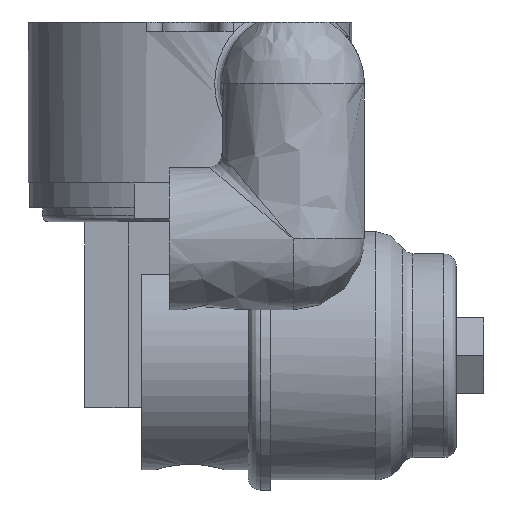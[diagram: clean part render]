
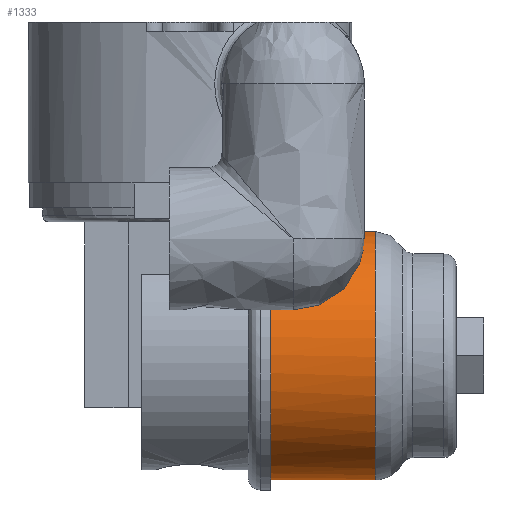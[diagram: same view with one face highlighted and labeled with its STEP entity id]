
A CAD part, front view. The second image highlights one B-rep face of the part: STEP entity #1333.
In plain terms, the highlighted free-form (B-spline) face has degree [2, 1] with [7, 2] control points.
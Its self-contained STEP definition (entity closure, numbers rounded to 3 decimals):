
#130 = VERTEX_POINT('',#131);
#131 = CARTESIAN_POINT('',(16.127,14.975,
    -14.512));
#136 = EDGE_CURVE('',#137,#130,#139,.T.);
#137 = VERTEX_POINT('',#138);
#138 = CARTESIAN_POINT('',(15.037,14.975,
    -14.512));
#139 = B_SPLINE_CURVE_WITH_KNOTS('',1,(#140,#141),.UNSPECIFIED.,.F.,.F.,
  (2,2),(0.,0.947),.PIECEWISE_BEZIER_KNOTS.);
#140 = CARTESIAN_POINT('',(15.037,14.975,
    -14.512));
#141 = CARTESIAN_POINT('',(16.127,14.975,
    -14.512));
#207 = VERTEX_POINT('',#208);
#208 = CARTESIAN_POINT('',(15.037,-14.975,
    -14.512));
#213 = EDGE_CURVE('',#207,#214,#216,.T.);
#214 = VERTEX_POINT('',#215);
#215 = CARTESIAN_POINT('',(16.127,-14.975,
    -14.512));
#216 = B_SPLINE_CURVE_WITH_KNOTS('',1,(#217,#218),.UNSPECIFIED.,.F.,.F.,
  (2,2),(0.,0.947),.PIECEWISE_BEZIER_KNOTS.);
#217 = CARTESIAN_POINT('',(15.037,-14.975,
    -14.512));
#218 = CARTESIAN_POINT('',(16.127,-14.975,
    -14.512));
#1140 = EDGE_CURVE('',#214,#130,#1141,.T.);
#1141 = ( BOUNDED_CURVE() B_SPLINE_CURVE(2,(#1142,#1143,#1144),
.UNSPECIFIED.,.F.,.F.) B_SPLINE_CURVE_WITH_KNOTS((3,3),(0.866,
2.276),.PIECEWISE_BEZIER_KNOTS.) CURVE() 
GEOMETRIC_REPRESENTATION_ITEM() RATIONAL_B_SPLINE_CURVE((1.,
0.762,1.)) REPRESENTATION_ITEM('') );
#1142 = CARTESIAN_POINT('',(16.127,-14.975,
    -14.512));
#1143 = CARTESIAN_POINT('',(16.127,0.,
    -1.776));
#1144 = CARTESIAN_POINT('',(16.127,14.975,
    -14.512));
#1333 = ADVANCED_FACE('',(#1334),#1371,.T.);
#1334 = FACE_BOUND('',#1335,.T.);
#1335 = EDGE_LOOP('',(#1336,#1348,#1355,#1361,#1362,#1363,#1364,#1370));
#1336 = ORIENTED_EDGE('',*,*,#1337,.F.);
#1337 = EDGE_CURVE('',#1338,#1338,#1340,.T.);
#1338 = VERTEX_POINT('',#1339);
#1339 = CARTESIAN_POINT('',(34.427,0.,-55.236));
#1340 = ( BOUNDED_CURVE() B_SPLINE_CURVE(2,(#1341,#1342,#1343,#1344,
#1345,#1346,#1347),.UNSPECIFIED.,.T.,.F.) B_SPLINE_CURVE_WITH_KNOTS((1,2
    ,2,2,2,1),(-2.094,0.,2.094,4.189,
6.283,8.378),.UNSPECIFIED.) CURVE() 
GEOMETRIC_REPRESENTATION_ITEM() RATIONAL_B_SPLINE_CURVE((1.,0.5,1.,0.5,
1.,0.5,1.)) REPRESENTATION_ITEM('') );
#1341 = CARTESIAN_POINT('',(34.427,0.,-55.236));
#1342 = CARTESIAN_POINT('',(34.427,40.037,
    -55.236));
#1343 = CARTESIAN_POINT('',(34.427,20.018,
    -20.563));
#1344 = CARTESIAN_POINT('',(34.427,0.,
    14.11));
#1345 = CARTESIAN_POINT('',(34.427,-20.018,
    -20.563));
#1346 = CARTESIAN_POINT('',(34.427,-40.037,
    -55.236));
#1347 = CARTESIAN_POINT('',(34.427,0.,-55.236));
#1348 = ORIENTED_EDGE('',*,*,#1349,.F.);
#1349 = EDGE_CURVE('',#1350,#1338,#1352,.T.);
#1350 = VERTEX_POINT('',#1351);
#1351 = CARTESIAN_POINT('',(15.037,0.,
    -55.236));
#1352 = B_SPLINE_CURVE_WITH_KNOTS('',1,(#1353,#1354),.UNSPECIFIED.,.F.,
  .F.,(2,2),(0.,16.832),.PIECEWISE_BEZIER_KNOTS.);
#1353 = CARTESIAN_POINT('',(15.037,0.,
    -55.236));
#1354 = CARTESIAN_POINT('',(34.427,0.,
    -55.236));
#1355 = ORIENTED_EDGE('',*,*,#1356,.F.);
#1356 = EDGE_CURVE('',#137,#1350,#1357,.T.);
#1357 = ( BOUNDED_CURVE() B_SPLINE_CURVE(2,(#1358,#1359,#1360),
.UNSPECIFIED.,.F.,.F.) B_SPLINE_CURVE_WITH_KNOTS((3,3),(0.705,
3.142),.PIECEWISE_BEZIER_KNOTS.) CURVE() 
GEOMETRIC_REPRESENTATION_ITEM() RATIONAL_B_SPLINE_CURVE((1.,
0.345,1.)) REPRESENTATION_ITEM('') );
#1358 = CARTESIAN_POINT('',(15.037,14.975,
    -14.512));
#1359 = CARTESIAN_POINT('',(15.037,62.858,
    -55.236));
#1360 = CARTESIAN_POINT('',(15.037,0.,
    -55.236));
#1361 = ORIENTED_EDGE('',*,*,#136,.T.);
#1362 = ORIENTED_EDGE('',*,*,#1140,.F.);
#1363 = ORIENTED_EDGE('',*,*,#213,.F.);
#1364 = ORIENTED_EDGE('',*,*,#1365,.F.);
#1365 = EDGE_CURVE('',#1350,#207,#1366,.T.);
#1366 = ( BOUNDED_CURVE() B_SPLINE_CURVE(2,(#1367,#1368,#1369),
.UNSPECIFIED.,.F.,.F.) B_SPLINE_CURVE_WITH_KNOTS((3,3),(3.142,
5.578),.PIECEWISE_BEZIER_KNOTS.) CURVE() 
GEOMETRIC_REPRESENTATION_ITEM() RATIONAL_B_SPLINE_CURVE((1.,
0.345,1.)) REPRESENTATION_ITEM('') );
#1367 = CARTESIAN_POINT('',(15.037,0.,
    -55.236));
#1368 = CARTESIAN_POINT('',(15.037,-62.858,
    -55.236));
#1369 = CARTESIAN_POINT('',(15.037,-14.975,
    -14.512));
#1370 = ORIENTED_EDGE('',*,*,#1349,.T.);
#1371 = ( BOUNDED_SURFACE() B_SPLINE_SURFACE(2,1,(
    (#1372,#1373)
    ,(#1374,#1375)
    ,(#1376,#1377)
    ,(#1378,#1379)
    ,(#1380,#1381)
    ,(#1382,#1383)
    ,(#1384,#1385
)),.UNSPECIFIED.,.T.,.F.,.F.) B_SPLINE_SURFACE_WITH_KNOTS((1,2,2,2,2,1),
  (2,2),(-2.094,0.,2.094,4.189,6.283,
    8.378),(0.,16.832),.UNSPECIFIED.) 
GEOMETRIC_REPRESENTATION_ITEM() RATIONAL_B_SPLINE_SURFACE((
    (1.,1.)
    ,(0.5,0.5)
    ,(1.,1.)
    ,(0.5,0.5)
    ,(1.,1.)
    ,(0.5,0.5)
,(1.,1.))) REPRESENTATION_ITEM('') SURFACE() );
#1372 = CARTESIAN_POINT('',(15.037,0.,-55.236));
#1373 = CARTESIAN_POINT('',(34.427,0.,-55.236));
#1374 = CARTESIAN_POINT('',(15.037,40.037,
    -55.236));
#1375 = CARTESIAN_POINT('',(34.427,40.037,
    -55.236));
#1376 = CARTESIAN_POINT('',(15.037,20.018,
    -20.563));
#1377 = CARTESIAN_POINT('',(34.427,20.018,
    -20.563));
#1378 = CARTESIAN_POINT('',(15.037,0.,
    14.11));
#1379 = CARTESIAN_POINT('',(34.427,0.,
    14.11));
#1380 = CARTESIAN_POINT('',(15.037,-20.018,
    -20.563));
#1381 = CARTESIAN_POINT('',(34.427,-20.018,
    -20.563));
#1382 = CARTESIAN_POINT('',(15.037,-40.037,
    -55.236));
#1383 = CARTESIAN_POINT('',(34.427,-40.037,
    -55.236));
#1384 = CARTESIAN_POINT('',(15.037,0.,-55.236));
#1385 = CARTESIAN_POINT('',(34.427,0.,-55.236));
